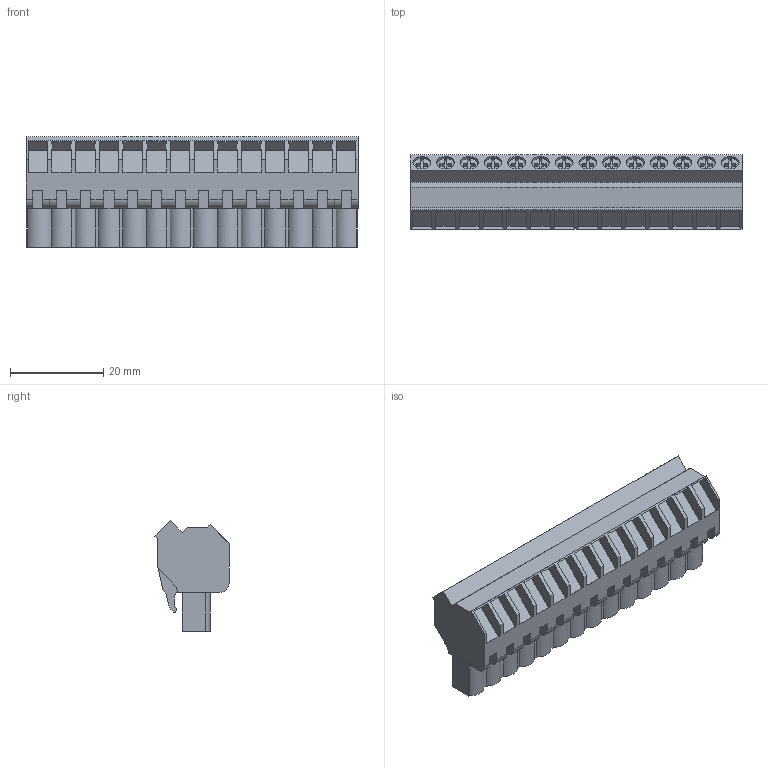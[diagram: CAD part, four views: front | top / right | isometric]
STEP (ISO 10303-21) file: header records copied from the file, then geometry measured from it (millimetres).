
FILE_DESCRIPTION(('CATIA V5 STEP Exchange','CAx-IF Rec.Pracs.--- Model Styling and Organization---1.2---2011-12-15'),'2;1');
FILE_NAME ('D1460066_0_1946370000_1946370000.stp','2017-09-23T15:19:16+00:00',('none'),('Weidmueller'),'CATIA Version 5-6 Release 2014','CATIA V5 STEP AP214','none');
FILE_SCHEMA(('AUTOMOTIVE_DESIGN { 1 0 10303 214 1 1 1 1 }'));
Length unit declared in the file: millimetre
Products named in the file (1): 1946370000
Bounding box: 71.12 x 15.88 x 23.77 mm (x, y, z)
Volume: 15253.4 mm3; surface area: 8255.6 mm2
Topology: 15 solids, 15 shells, 748 faces, 2163 edges, 1474 vertices
Faces by surface type: plane 597, cylinder 147, extrusion 4
Entity records: 22800 total; most frequent: CARTESIAN_POINT 4328, ORIENTED_EDGE 4326, DIRECTION 2979, EDGE_CURVE 2163, VECTOR 1811, LINE 1807, VERTEX_POINT 1474, EDGE_LOOP 777
